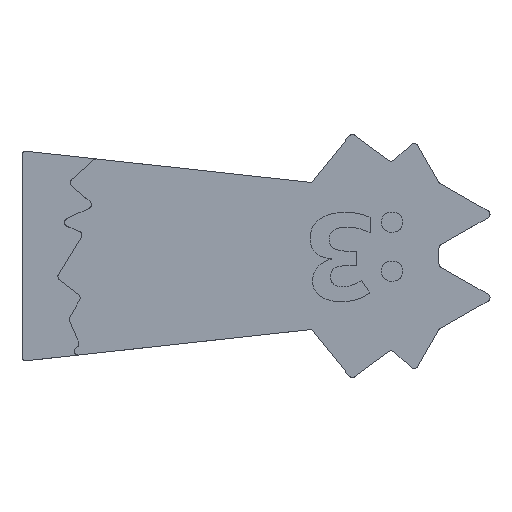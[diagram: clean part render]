
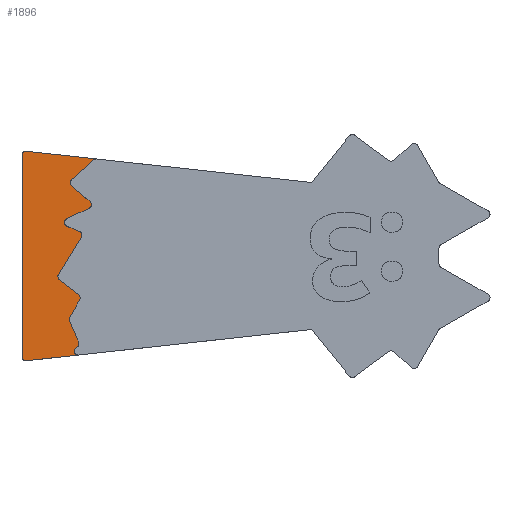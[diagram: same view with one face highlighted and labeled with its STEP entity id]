
A CAD part, top view. The second image highlights one B-rep face of the part: STEP entity #1896.
In plain terms, the highlighted planar face has unit normal (0, 0, 1).
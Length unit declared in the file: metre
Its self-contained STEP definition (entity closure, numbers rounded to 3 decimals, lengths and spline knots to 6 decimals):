
#115=CIRCLE('',#1979,0.001);
#116=CIRCLE('',#1995,0.001);
#117=CIRCLE('',#2015,0.001);
#118=CIRCLE('',#2016,0.001);
#119=CIRCLE('',#2017,0.001);
#120=CIRCLE('',#2018,0.001);
#121=CIRCLE('',#2019,0.001);
#122=CIRCLE('',#2020,0.001);
#123=CIRCLE('',#2021,0.001);
#124=CIRCLE('',#2022,0.001);
#125=CIRCLE('',#2023,0.001);
#126=CIRCLE('',#2024,0.001);
#707=ORIENTED_EDGE('',*,*,#1022,.F.);
#708=ORIENTED_EDGE('',*,*,#1046,.T.);
#709=ORIENTED_EDGE('',*,*,#1025,.F.);
#710=ORIENTED_EDGE('',*,*,#1047,.T.);
#711=ORIENTED_EDGE('',*,*,#1028,.F.);
#712=ORIENTED_EDGE('',*,*,#1048,.T.);
#713=ORIENTED_EDGE('',*,*,#1031,.F.);
#714=ORIENTED_EDGE('',*,*,#1049,.T.);
#715=ORIENTED_EDGE('',*,*,#1034,.F.);
#716=ORIENTED_EDGE('',*,*,#1050,.T.);
#717=ORIENTED_EDGE('',*,*,#1038,.F.);
#718=ORIENTED_EDGE('',*,*,#1051,.T.);
#719=ORIENTED_EDGE('',*,*,#1040,.F.);
#720=ORIENTED_EDGE('',*,*,#1052,.T.);
#721=ORIENTED_EDGE('',*,*,#1043,.F.);
#722=ORIENTED_EDGE('',*,*,#1053,.T.);
#723=ORIENTED_EDGE('',*,*,#1019,.F.);
#724=ORIENTED_EDGE('',*,*,#1054,.T.);
#725=ORIENTED_EDGE('',*,*,#775,.F.);
#726=ORIENTED_EDGE('',*,*,#931,.T.);
#727=ORIENTED_EDGE('',*,*,#772,.F.);
#728=ORIENTED_EDGE('',*,*,#932,.T.);
#729=ORIENTED_EDGE('',*,*,#872,.T.);
#730=ORIENTED_EDGE('',*,*,#1055,.T.);
#772=EDGE_CURVE('',#1057,#1058,#1247,.T.);
#775=EDGE_CURVE('',#1060,#1061,#1250,.T.);
#872=EDGE_CURVE('',#1156,#1155,#1286,.T.);
#931=EDGE_CURVE('',#1060,#1058,#115,.T.);
#932=EDGE_CURVE('',#1057,#1156,#116,.T.);
#1019=EDGE_CURVE('',#1228,#1229,#1378,.T.);
#1022=EDGE_CURVE('',#1230,#1231,#1381,.T.);
#1025=EDGE_CURVE('',#1232,#1233,#1384,.T.);
#1028=EDGE_CURVE('',#1234,#1235,#1387,.T.);
#1031=EDGE_CURVE('',#1236,#1237,#1390,.T.);
#1034=EDGE_CURVE('',#1238,#1239,#1393,.T.);
#1038=EDGE_CURVE('',#1240,#1241,#1397,.T.);
#1040=EDGE_CURVE('',#1242,#1243,#1399,.T.);
#1043=EDGE_CURVE('',#1244,#1245,#1402,.T.);
#1046=EDGE_CURVE('',#1230,#1233,#117,.T.);
#1047=EDGE_CURVE('',#1232,#1235,#118,.F.);
#1048=EDGE_CURVE('',#1234,#1237,#119,.T.);
#1049=EDGE_CURVE('',#1236,#1239,#120,.F.);
#1050=EDGE_CURVE('',#1238,#1241,#121,.T.);
#1051=EDGE_CURVE('',#1240,#1243,#122,.F.);
#1052=EDGE_CURVE('',#1242,#1245,#123,.T.);
#1053=EDGE_CURVE('',#1244,#1229,#124,.F.);
#1054=EDGE_CURVE('',#1228,#1061,#125,.F.);
#1055=EDGE_CURVE('',#1155,#1231,#126,.F.);
#1057=VERTEX_POINT('',#2430);
#1058=VERTEX_POINT('',#2432);
#1060=VERTEX_POINT('',#2438);
#1061=VERTEX_POINT('',#2439);
#1155=VERTEX_POINT('',#2705);
#1156=VERTEX_POINT('',#2707);
#1228=VERTEX_POINT('',#3336);
#1229=VERTEX_POINT('',#3337);
#1230=VERTEX_POINT('',#3342);
#1231=VERTEX_POINT('',#3343);
#1232=VERTEX_POINT('',#3348);
#1233=VERTEX_POINT('',#3349);
#1234=VERTEX_POINT('',#3354);
#1235=VERTEX_POINT('',#3355);
#1236=VERTEX_POINT('',#3360);
#1237=VERTEX_POINT('',#3361);
#1238=VERTEX_POINT('',#3366);
#1239=VERTEX_POINT('',#3367);
#1240=VERTEX_POINT('',#3372);
#1241=VERTEX_POINT('',#3374);
#1242=VERTEX_POINT('',#3378);
#1243=VERTEX_POINT('',#3379);
#1244=VERTEX_POINT('',#3384);
#1245=VERTEX_POINT('',#3385);
#1247=LINE('',#2431,#1406);
#1250=LINE('',#2437,#1409);
#1286=LINE('',#2706,#1445);
#1378=LINE('',#3335,#1537);
#1381=LINE('',#3341,#1540);
#1384=LINE('',#3347,#1543);
#1387=LINE('',#3353,#1546);
#1390=LINE('',#3359,#1549);
#1393=LINE('',#3365,#1552);
#1397=LINE('',#3373,#1556);
#1399=LINE('',#3377,#1558);
#1402=LINE('',#3383,#1561);
#1406=VECTOR('',#2040,1.);
#1409=VECTOR('',#2045,1.);
#1445=VECTOR('',#2133,1.);
#1537=VECTOR('',#2341,1.);
#1540=VECTOR('',#2346,1.);
#1543=VECTOR('',#2351,1.);
#1546=VECTOR('',#2356,1.);
#1549=VECTOR('',#2361,1.);
#1552=VECTOR('',#2366,1.);
#1556=VECTOR('',#2372,1.);
#1558=VECTOR('',#2376,1.);
#1561=VECTOR('',#2381,1.);
#1656=EDGE_LOOP('',(#707,#708,#709,#710,#711,#712,#713,#714,#715,#716,#717,
#718,#719,#720,#721,#722,#723,#724,#725,#726,#727,#728,#729,#730));
#1759=FACE_BOUND('',#1656,.T.);
#1806=PLANE('',#2014);
#1896=ADVANCED_FACE('',(#1759),#1806,.T.);
#1979=AXIS2_PLACEMENT_3D('',#2809,#2238,#2239);
#1995=AXIS2_PLACEMENT_3D('',#2825,#2270,#2271);
#2014=AXIS2_PLACEMENT_3D('',#3388,#2384,#2385);
#2015=AXIS2_PLACEMENT_3D('',#3389,#2386,#2387);
#2016=AXIS2_PLACEMENT_3D('',#3390,#2388,#2389);
#2017=AXIS2_PLACEMENT_3D('',#3391,#2390,#2391);
#2018=AXIS2_PLACEMENT_3D('',#3392,#2392,#2393);
#2019=AXIS2_PLACEMENT_3D('',#3393,#2394,#2395);
#2020=AXIS2_PLACEMENT_3D('',#3394,#2396,#2397);
#2021=AXIS2_PLACEMENT_3D('',#3395,#2398,#2399);
#2022=AXIS2_PLACEMENT_3D('',#3396,#2400,#2401);
#2023=AXIS2_PLACEMENT_3D('',#3397,#2402,#2403);
#2024=AXIS2_PLACEMENT_3D('',#3398,#2404,#2405);
#2040=DIRECTION('',(0.,1.,0.));
#2045=DIRECTION('',(0.994,-0.109,0.));
#2133=DIRECTION('',(0.994,0.109,0.));
#2238=DIRECTION('',(0.,0.,1.));
#2239=DIRECTION('',(1.,0.,0.));
#2270=DIRECTION('',(0.,0.,1.));
#2271=DIRECTION('',(1.,0.,0.));
#2341=DIRECTION('',(-0.744,-0.668,0.));
#2346=DIRECTION('',(-0.835,-0.55,0.));
#2351=DIRECTION('',(0.394,-0.919,0.));
#2356=DIRECTION('',(-0.479,-0.878,0.));
#2361=DIRECTION('',(0.787,-0.617,0.));
#2366=DIRECTION('',(-0.521,-0.853,0.));
#2372=DIRECTION('',(0.92,-0.392,0.));
#2376=DIRECTION('',(-0.902,-0.431,0.));
#2381=DIRECTION('',(0.763,-0.646,0.));
#2384=DIRECTION('',(0.,0.,1.));
#2385=DIRECTION('',(1.,0.,0.));
#2386=DIRECTION('',(0.,0.,1.));
#2387=DIRECTION('',(1.,0.,0.));
#2388=DIRECTION('',(0.,0.,1.));
#2389=DIRECTION('',(1.,0.,0.));
#2390=DIRECTION('',(0.,0.,1.));
#2391=DIRECTION('',(1.,0.,0.));
#2392=DIRECTION('',(0.,0.,1.));
#2393=DIRECTION('',(1.,0.,0.));
#2394=DIRECTION('',(0.,0.,1.));
#2395=DIRECTION('',(1.,0.,0.));
#2396=DIRECTION('',(0.,0.,1.));
#2397=DIRECTION('',(1.,0.,0.));
#2398=DIRECTION('',(0.,0.,1.));
#2399=DIRECTION('',(1.,0.,0.));
#2400=DIRECTION('',(0.,0.,1.));
#2401=DIRECTION('',(1.,0.,0.));
#2402=DIRECTION('',(0.,0.,1.));
#2403=DIRECTION('',(1.,0.,0.));
#2404=DIRECTION('',(0.,0.,1.));
#2405=DIRECTION('',(1.,0.,0.));
#2430=CARTESIAN_POINT('',(-0.0525,-0.025384,0.0015));
#2431=CARTESIAN_POINT('',(-0.0525,0.0225,0.0015));
#2432=CARTESIAN_POINT('',(-0.0525,0.025384,0.0015));
#2437=CARTESIAN_POINT('',(-0.016,0.0225,0.0015));
#2438=CARTESIAN_POINT('',(-0.051391,0.026378,0.0015));
#2439=CARTESIAN_POINT('',(-0.03367,0.024436,0.0015));
#2705=CARTESIAN_POINT('',(-0.038235,-0.024937,0.0015));
#2706=CARTESIAN_POINT('',(-0.016,-0.0225,0.0015));
#2707=CARTESIAN_POINT('',(-0.051391,-0.026378,0.0015));
#2809=CARTESIAN_POINT('',(-0.0515,0.025384,0.0015));
#2825=CARTESIAN_POINT('',(-0.0515,-0.025384,0.0015));
#3335=CARTESIAN_POINT('',(-0.037502,0.021445,0.0015));
#3336=CARTESIAN_POINT('',(-0.034447,0.024187,0.0015));
#3337=CARTESIAN_POINT('',(-0.040035,0.019172,0.0015));
#3341=CARTESIAN_POINT('',(-0.040129,-0.02392,0.0015));
#3342=CARTESIAN_POINT('',(-0.038596,-0.022912,0.0015));
#3343=CARTESIAN_POINT('',(-0.038893,-0.023107,0.0015));
#3347=CARTESIAN_POINT('',(-0.03929,-0.019202,0.0015));
#3348=CARTESIAN_POINT('',(-0.040491,-0.016398,0.0015));
#3349=CARTESIAN_POINT('',(-0.038227,-0.021682,0.0015));
#3353=CARTESIAN_POINT('',(-0.039135,-0.013115,0.0015));
#3354=CARTESIAN_POINT('',(-0.037993,-0.011021,0.0015));
#3355=CARTESIAN_POINT('',(-0.04045,-0.015525,0.0015));
#3359=CARTESIAN_POINT('',(-0.040683,-0.007853,0.0015));
#3360=CARTESIAN_POINT('',(-0.043077,-0.005977,0.0015));
#3361=CARTESIAN_POINT('',(-0.038254,-0.009755,0.0015));
#3365=CARTESIAN_POINT('',(-0.040373,0.000143,0.0015));
#3366=CARTESIAN_POINT('',(-0.037572,0.004727,0.0015));
#3367=CARTESIAN_POINT('',(-0.043314,-0.004668,0.0015));
#3372=CARTESIAN_POINT('',(-0.041224,0.007529,0.0015));
#3373=CARTESIAN_POINT('',(-0.040115,0.007056,0.0015));
#3374=CARTESIAN_POINT('',(-0.038033,0.006169,0.0015));
#3377=CARTESIAN_POINT('',(-0.038722,0.010564,0.0015));
#3378=CARTESIAN_POINT('',(-0.035579,0.012064,0.0015));
#3379=CARTESIAN_POINT('',(-0.041263,0.009351,0.0015));
#3383=CARTESIAN_POINT('',(-0.037536,0.015568,0.0015));
#3384=CARTESIAN_POINT('',(-0.040013,0.017664,0.0015));
#3385=CARTESIAN_POINT('',(-0.035364,0.01373,0.0015));
#3388=CARTESIAN_POINT('',(0.006428,0.,0.0015));
#3389=CARTESIAN_POINT('',(-0.039146,-0.022076,0.0015));
#3390=CARTESIAN_POINT('',(-0.039572,-0.016004,0.0015));
#3391=CARTESIAN_POINT('',(-0.038871,-0.010542,0.0015));
#3392=CARTESIAN_POINT('',(-0.04246,-0.00519,0.0015));
#3393=CARTESIAN_POINT('',(-0.038425,0.005249,0.0015));
#3394=CARTESIAN_POINT('',(-0.040832,0.008449,0.0015));
#3395=CARTESIAN_POINT('',(-0.03601,0.012967,0.0015));
#3396=CARTESIAN_POINT('',(-0.039367,0.018427,0.0015));
#3397=CARTESIAN_POINT('',(-0.033779,0.023442,0.0015));
#3398=CARTESIAN_POINT('',(-0.038344,-0.023943,0.0015));
